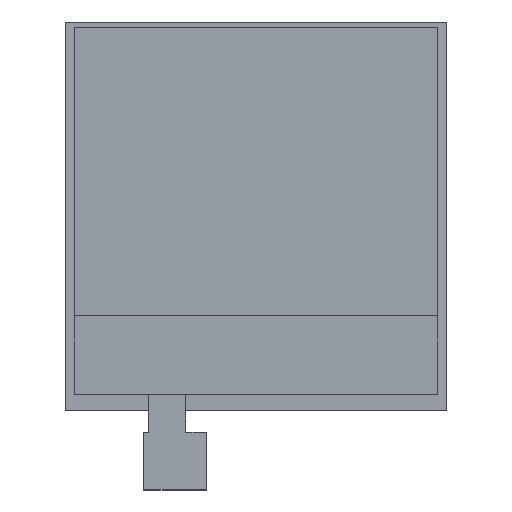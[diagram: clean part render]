
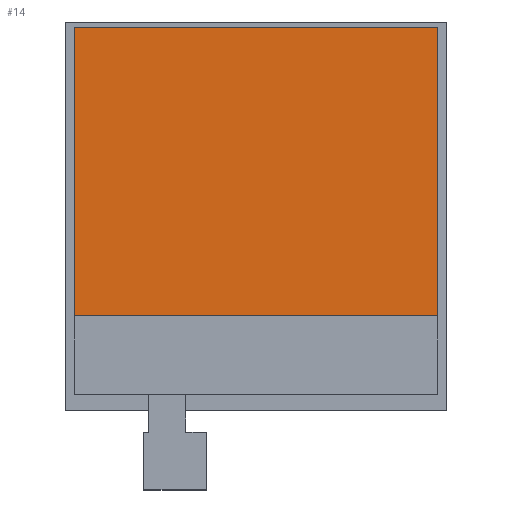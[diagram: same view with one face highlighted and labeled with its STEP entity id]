
A CAD part, top view. The second image highlights one B-rep face of the part: STEP entity #14.
In plain terms, the highlighted planar face has unit normal (0, 0, 1).
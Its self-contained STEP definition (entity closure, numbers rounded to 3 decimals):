
#14 = ADVANCED_FACE ( 'NONE', ( #386 ), #839, .T. ) ;
#62 = LINE ( 'NONE', #1150, #207 ) ;
#80 = LINE ( 'NONE', #1020, #1143 ) ;
#89 = VECTOR ( 'NONE', #888, 1000. ) ;
#155 = DIRECTION ( 'NONE',  ( 0., 0., 1. ) ) ;
#168 = EDGE_CURVE ( 'NONE', #717, #576, #62, .T. ) ;
#207 = VECTOR ( 'NONE', #687, 1000. ) ;
#253 = AXIS2_PLACEMENT_3D ( 'NONE', #1170, #155, #948 ) ;
#310 = EDGE_LOOP ( 'NONE', ( #555, #732, #1276, #1401 ) ) ;
#341 = VERTEX_POINT ( 'NONE', #1167 ) ;
#345 = CARTESIAN_POINT ( 'NONE',  ( -17.3, 18., 3.2 ) ) ;
#386 = FACE_OUTER_BOUND ( 'NONE', #310, .T. ) ;
#555 = ORIENTED_EDGE ( 'NONE', *, *, #168, .T. ) ;
#571 = EDGE_CURVE ( 'NONE', #341, #717, #1198, .T. ) ;
#576 = VERTEX_POINT ( 'NONE', #1334 ) ;
#580 = CARTESIAN_POINT ( 'NONE',  ( 17.3, -9.5, 3.2 ) ) ;
#620 = DIRECTION ( 'NONE',  ( 0., -1., 0. ) ) ;
#672 = CARTESIAN_POINT ( 'NONE',  ( -17.3, -9.5, 3.2 ) ) ;
#687 = DIRECTION ( 'NONE',  ( 0., 1., 0. ) ) ;
#717 = VERTEX_POINT ( 'NONE', #580 ) ;
#732 = ORIENTED_EDGE ( 'NONE', *, *, #1321, .T. ) ;
#839 = PLANE ( 'NONE',  #253 ) ;
#873 = EDGE_CURVE ( 'NONE', #1273, #341, #1457, .T. ) ;
#888 = DIRECTION ( 'NONE',  ( 1., 0., 0. ) ) ;
#948 = DIRECTION ( 'NONE',  ( 1., 0., 0. ) ) ;
#984 = VECTOR ( 'NONE', #620, 1000. ) ;
#1020 = CARTESIAN_POINT ( 'NONE',  ( -17.3, 18., 3.2 ) ) ;
#1143 = VECTOR ( 'NONE', #1263, 1000. ) ;
#1150 = CARTESIAN_POINT ( 'NONE',  ( 17.3, 18., 3.2 ) ) ;
#1167 = CARTESIAN_POINT ( 'NONE',  ( -17.3, -9.5, 3.2 ) ) ;
#1170 = CARTESIAN_POINT ( 'NONE',  ( 0., 0., 3.2 ) ) ;
#1190 = CARTESIAN_POINT ( 'NONE',  ( -17.3, 18., 3.2 ) ) ;
#1198 = LINE ( 'NONE', #672, #89 ) ;
#1263 = DIRECTION ( 'NONE',  ( -1., 0., 0. ) ) ;
#1273 = VERTEX_POINT ( 'NONE', #345 ) ;
#1276 = ORIENTED_EDGE ( 'NONE', *, *, #873, .T. ) ;
#1321 = EDGE_CURVE ( 'NONE', #576, #1273, #80, .T. ) ;
#1334 = CARTESIAN_POINT ( 'NONE',  ( 17.3, 18., 3.2 ) ) ;
#1401 = ORIENTED_EDGE ( 'NONE', *, *, #571, .T. ) ;
#1457 = LINE ( 'NONE', #1190, #984 ) ;
